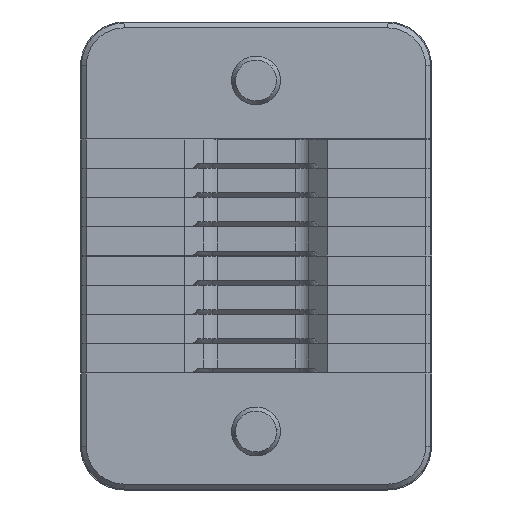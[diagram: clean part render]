
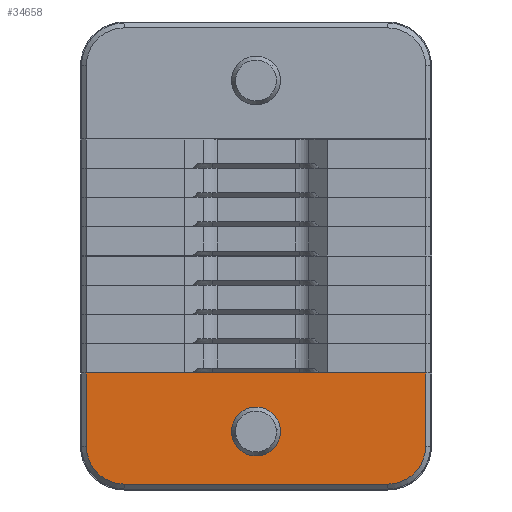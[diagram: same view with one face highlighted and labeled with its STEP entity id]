
A CAD part, front view. The second image highlights one B-rep face of the part: STEP entity #34658.
In plain terms, the highlighted planar face has unit normal (0, -1, 0).
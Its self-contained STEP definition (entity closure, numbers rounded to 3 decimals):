
#148 = CARTESIAN_POINT ( 'NONE',  ( 0., -5., 2.5 ) ) ;
#332 = AXIS2_PLACEMENT_3D ( 'NONE', #15266, #18417, #1897 ) ;
#333 = CARTESIAN_POINT ( 'NONE',  ( -17.4, -5., -1.5 ) ) ;
#395 = DIRECTION ( 'NONE',  ( 0., 1., 0. ) ) ;
#517 = EDGE_LOOP ( 'NONE', ( #33427, #3695 ) ) ;
#569 = DIRECTION ( 'NONE',  ( 0., 0., -1. ) ) ;
#936 = VECTOR ( 'NONE', #27168, 1000. ) ;
#1478 = EDGE_CURVE ( 'NONE', #32579, #20461, #32619, .T. ) ;
#1633 = LINE ( 'NONE', #7657, #34566 ) ;
#1897 = DIRECTION ( 'NONE',  ( 0., 0., 1. ) ) ;
#2158 = DIRECTION ( 'NONE',  ( 0., 0., 1. ) ) ;
#2651 = LINE ( 'NONE', #27282, #936 ) ;
#2808 = EDGE_CURVE ( 'NONE', #5450, #24678, #8858, .T. ) ;
#3695 = ORIENTED_EDGE ( 'NONE', *, *, #1478, .T. ) ;
#4306 = LINE ( 'NONE', #333, #32165 ) ;
#4465 = AXIS2_PLACEMENT_3D ( 'NONE', #16561, #395, #16786 ) ;
#5122 = DIRECTION ( 'NONE',  ( 0., -1., 0. ) ) ;
#5159 = DIRECTION ( 'NONE',  ( 1., 0., 0. ) ) ;
#5194 = CARTESIAN_POINT ( 'NONE',  ( -13.5, -5., -5.4 ) ) ;
#5450 = VERTEX_POINT ( 'NONE', #5716 ) ;
#5593 = AXIS2_PLACEMENT_3D ( 'NONE', #34705, #5122, #2158 ) ;
#5716 = CARTESIAN_POINT ( 'NONE',  ( -17.4, -5., -1.5 ) ) ;
#6190 = VERTEX_POINT ( 'NONE', #27498 ) ;
#6197 = ORIENTED_EDGE ( 'NONE', *, *, #2808, .T. ) ;
#7482 = AXIS2_PLACEMENT_3D ( 'NONE', #28688, #15163, #23542 ) ;
#7629 = EDGE_CURVE ( 'NONE', #6190, #5450, #4306, .T. ) ;
#7657 = CARTESIAN_POINT ( 'NONE',  ( 17.4, -5., 6. ) ) ;
#8127 = EDGE_CURVE ( 'NONE', #20461, #32579, #24703, .T. ) ;
#8153 = ORIENTED_EDGE ( 'NONE', *, *, #20367, .T. ) ;
#8364 = VERTEX_POINT ( 'NONE', #13054 ) ;
#8858 = CIRCLE ( 'NONE', #332, 3.9 ) ;
#9099 = ORIENTED_EDGE ( 'NONE', *, *, #30165, .F. ) ;
#9382 = DIRECTION ( 'NONE',  ( 0., 0., 1. ) ) ;
#10794 = ORIENTED_EDGE ( 'NONE', *, *, #22352, .T. ) ;
#10819 = EDGE_LOOP ( 'NONE', ( #9099, #11856, #6197, #10794, #8153, #26669 ) ) ;
#11856 = ORIENTED_EDGE ( 'NONE', *, *, #7629, .T. ) ;
#12349 = CARTESIAN_POINT ( 'NONE',  ( 0., -5., -2.5 ) ) ;
#13054 = CARTESIAN_POINT ( 'NONE',  ( 17.4, -5., -1.5 ) ) ;
#13141 = AXIS2_PLACEMENT_3D ( 'NONE', #30862, #14736, #9382 ) ;
#14506 = VERTEX_POINT ( 'NONE', #15585 ) ;
#14587 = EDGE_CURVE ( 'NONE', #8364, #14506, #1633, .T. ) ;
#14736 = DIRECTION ( 'NONE',  ( 0., 1., 0. ) ) ;
#15163 = DIRECTION ( 'NONE',  ( 0., 1., 0. ) ) ;
#15266 = CARTESIAN_POINT ( 'NONE',  ( -13.5, -5., -1.5 ) ) ;
#15585 = CARTESIAN_POINT ( 'NONE',  ( 17.4, -5., 6. ) ) ;
#16561 = CARTESIAN_POINT ( 'NONE',  ( 0., -5., 0. ) ) ;
#16786 = DIRECTION ( 'NONE',  ( 0., 0., 1. ) ) ;
#18417 = DIRECTION ( 'NONE',  ( 0., -1., 0. ) ) ;
#18823 = CARTESIAN_POINT ( 'NONE',  ( 13.5, -5., -5.4 ) ) ;
#20367 = EDGE_CURVE ( 'NONE', #31576, #8364, #33693, .T. ) ;
#20461 = VERTEX_POINT ( 'NONE', #148 ) ;
#20783 = PLANE ( 'NONE',  #7482 ) ;
#22352 = EDGE_CURVE ( 'NONE', #24678, #31576, #28709, .T. ) ;
#23542 = DIRECTION ( 'NONE',  ( 0., 0., 1. ) ) ;
#24678 = VERTEX_POINT ( 'NONE', #5194 ) ;
#24703 = CIRCLE ( 'NONE', #13141, 2.5 ) ;
#25778 = FACE_BOUND ( 'NONE', #517, .T. ) ;
#26669 = ORIENTED_EDGE ( 'NONE', *, *, #14587, .T. ) ;
#27004 = DIRECTION ( 'NONE',  ( 0., 0., 1. ) ) ;
#27168 = DIRECTION ( 'NONE',  ( 1., 0., 0. ) ) ;
#27282 = CARTESIAN_POINT ( 'NONE',  ( -18., -5., 6. ) ) ;
#27498 = CARTESIAN_POINT ( 'NONE',  ( -17.4, -5., 6. ) ) ;
#27850 = VECTOR ( 'NONE', #5159, 1000. ) ;
#28688 = CARTESIAN_POINT ( 'NONE',  ( -18., -5., 6. ) ) ;
#28709 = LINE ( 'NONE', #18823, #27850 ) ;
#29710 = CARTESIAN_POINT ( 'NONE',  ( 13.5, -5., -5.4 ) ) ;
#30165 = EDGE_CURVE ( 'NONE', #6190, #14506, #2651, .T. ) ;
#30862 = CARTESIAN_POINT ( 'NONE',  ( 0., -5., 0. ) ) ;
#31576 = VERTEX_POINT ( 'NONE', #29710 ) ;
#32165 = VECTOR ( 'NONE', #569, 1000. ) ;
#32579 = VERTEX_POINT ( 'NONE', #12349 ) ;
#32619 = CIRCLE ( 'NONE', #4465, 2.5 ) ;
#33427 = ORIENTED_EDGE ( 'NONE', *, *, #8127, .T. ) ;
#33693 = CIRCLE ( 'NONE', #5593, 3.9 ) ;
#34566 = VECTOR ( 'NONE', #27004, 1000. ) ;
#34631 = FACE_OUTER_BOUND ( 'NONE', #10819, .T. ) ;
#34658 = ADVANCED_FACE ( 'NONE', ( #25778, #34631 ), #20783, .F. ) ;
#34705 = CARTESIAN_POINT ( 'NONE',  ( 13.5, -5., -1.5 ) ) ;
